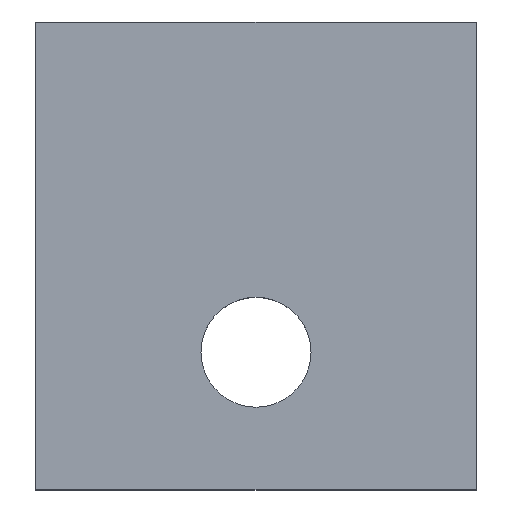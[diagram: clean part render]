
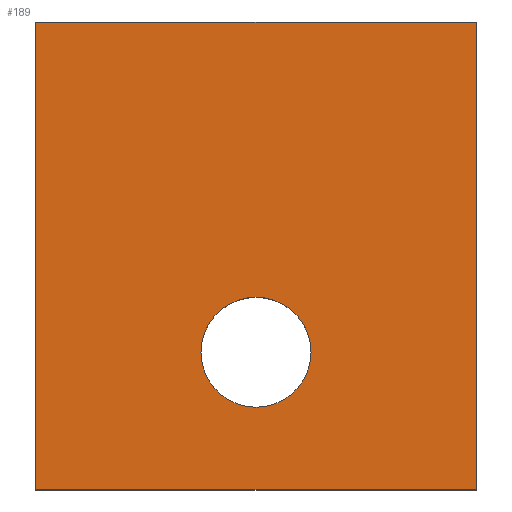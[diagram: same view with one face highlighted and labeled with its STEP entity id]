
A CAD part, top view. The second image highlights one B-rep face of the part: STEP entity #189.
In plain terms, the highlighted planar face has unit normal (0, 0, 1).
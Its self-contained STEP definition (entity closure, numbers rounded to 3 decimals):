
#24 = VERTEX_POINT('',#25);
#25 = CARTESIAN_POINT('',(-4.,6.,2.));
#31 = EDGE_CURVE('',#24,#32,#34,.T.);
#32 = VERTEX_POINT('',#33);
#33 = CARTESIAN_POINT('',(-4.,-2.5,2.));
#34 = LINE('',#35,#36);
#35 = CARTESIAN_POINT('',(-4.,6.,2.));
#36 = VECTOR('',#37,1.);
#37 = DIRECTION('',(0.,-1.,0.));
#62 = EDGE_CURVE('',#32,#63,#65,.T.);
#63 = VERTEX_POINT('',#64);
#64 = CARTESIAN_POINT('',(4.,-2.5,2.));
#65 = LINE('',#66,#67);
#66 = CARTESIAN_POINT('',(-4.,-2.5,2.));
#67 = VECTOR('',#68,1.);
#68 = DIRECTION('',(1.,0.,0.));
#93 = EDGE_CURVE('',#63,#94,#96,.T.);
#94 = VERTEX_POINT('',#95);
#95 = CARTESIAN_POINT('',(4.,6.,2.));
#96 = LINE('',#97,#98);
#97 = CARTESIAN_POINT('',(4.,-2.5,2.));
#98 = VECTOR('',#99,1.);
#99 = DIRECTION('',(0.,1.,0.));
#124 = EDGE_CURVE('',#94,#24,#125,.T.);
#125 = LINE('',#126,#127);
#126 = CARTESIAN_POINT('',(4.,6.,2.));
#127 = VECTOR('',#128,1.);
#128 = DIRECTION('',(-1.,0.,0.));
#148 = VERTEX_POINT('',#149);
#149 = CARTESIAN_POINT('',(1.,0.,2.));
#155 = EDGE_CURVE('',#148,#148,#156,.T.);
#156 = CIRCLE('',#157,1.);
#157 = AXIS2_PLACEMENT_3D('',#158,#159,#160);
#158 = CARTESIAN_POINT('',(0.,0.,2.));
#159 = DIRECTION('',(-0.,0.,1.));
#160 = DIRECTION('',(1.,0.,0.));
#189 = ADVANCED_FACE('',(#190,#196),#199,.F.);
#190 = FACE_BOUND('',#191,.T.);
#191 = EDGE_LOOP('',(#192,#193,#194,#195));
#192 = ORIENTED_EDGE('',*,*,#31,.T.);
#193 = ORIENTED_EDGE('',*,*,#62,.T.);
#194 = ORIENTED_EDGE('',*,*,#93,.T.);
#195 = ORIENTED_EDGE('',*,*,#124,.T.);
#196 = FACE_BOUND('',#197,.F.);
#197 = EDGE_LOOP('',(#198));
#198 = ORIENTED_EDGE('',*,*,#155,.T.);
#199 = PLANE('',#200);
#200 = AXIS2_PLACEMENT_3D('',#201,#202,#203);
#201 = CARTESIAN_POINT('',(0.,1.512,2.));
#202 = DIRECTION('',(0.,0.,-1.));
#203 = DIRECTION('',(0.,1.,0.));
